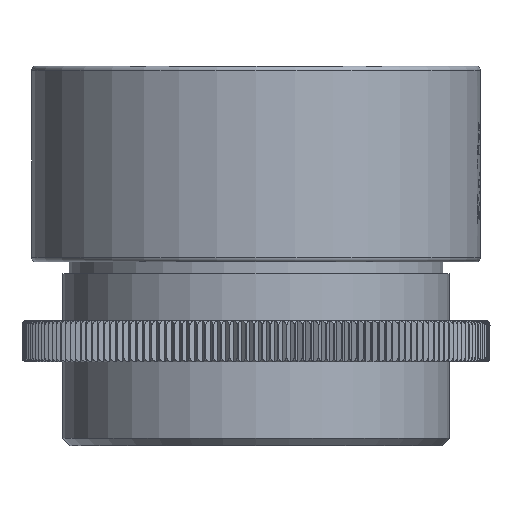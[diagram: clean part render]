
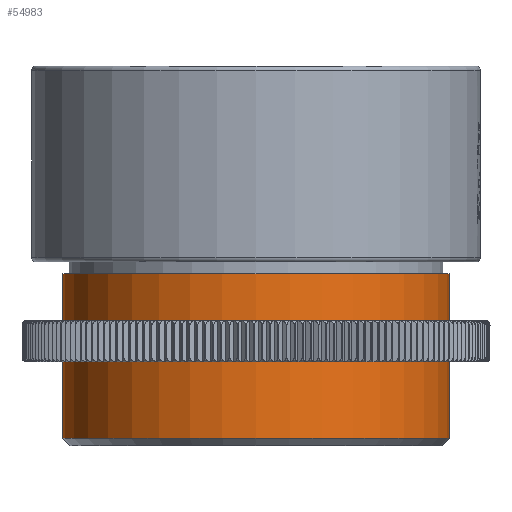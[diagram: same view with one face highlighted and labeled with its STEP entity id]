
A CAD part, front view. The second image highlights one B-rep face of the part: STEP entity #54983.
In plain terms, the highlighted cylindrical face has radius 13.145 mm (diameter 26.29 mm), a partial arc.
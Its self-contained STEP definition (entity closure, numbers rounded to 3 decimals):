
#171 = ORIENTED_EDGE ( 'NONE', *, *, #30837, .T. ) ;
#1947 = CARTESIAN_POINT ( 'NONE',  ( -18.333, 3.085, -12.4 ) ) ;
#2958 = LINE ( 'NONE', #8036, #34783 ) ;
#3871 = DIRECTION ( 'NONE',  ( 0., 0., -1. ) ) ;
#5153 = DIRECTION ( 'NONE',  ( 0., 0., 1. ) ) ;
#5621 = EDGE_CURVE ( 'NONE', #25685, #32014, #53885, .T. ) ;
#6071 = CARTESIAN_POINT ( 'NONE',  ( -18.333, 3.085, -1.2 ) ) ;
#6287 = AXIS2_PLACEMENT_3D ( 'NONE', #51279, #3871, #47313 ) ;
#8036 = CARTESIAN_POINT ( 'NONE',  ( 7.957, 3.085, -12.9 ) ) ;
#9133 = CARTESIAN_POINT ( 'NONE',  ( -5.188, 3.085, -12.4 ) ) ;
#15241 = CARTESIAN_POINT ( 'NONE',  ( -18.333, 3.085, -12.9 ) ) ;
#17732 = VERTEX_POINT ( 'NONE', #33156 ) ;
#18535 = AXIS2_PLACEMENT_3D ( 'NONE', #38892, #47904, #26202 ) ;
#19813 = AXIS2_PLACEMENT_3D ( 'NONE', #9133, #5153, #47471 ) ;
#25472 = CARTESIAN_POINT ( 'NONE',  ( 7.957, 3.085, -1.2 ) ) ;
#25685 = VERTEX_POINT ( 'NONE', #6071 ) ;
#26202 = DIRECTION ( 'NONE',  ( -1., 0., 0. ) ) ;
#28065 = ORIENTED_EDGE ( 'NONE', *, *, #32373, .F. ) ;
#29751 = DIRECTION ( 'NONE',  ( 0., 0., -1. ) ) ;
#30064 = VERTEX_POINT ( 'NONE', #25472 ) ;
#30837 = EDGE_CURVE ( 'NONE', #30064, #25685, #46401, .T. ) ;
#32014 = VERTEX_POINT ( 'NONE', #1947 ) ;
#32373 = EDGE_CURVE ( 'NONE', #30064, #17732, #2958, .T. ) ;
#32698 = DIRECTION ( 'NONE',  ( 0., 0., -1. ) ) ;
#33156 = CARTESIAN_POINT ( 'NONE',  ( 7.957, 3.085, -12.4 ) ) ;
#34125 = ORIENTED_EDGE ( 'NONE', *, *, #55570, .T. ) ;
#34783 = VECTOR ( 'NONE', #29751, 1000. ) ;
#38892 = CARTESIAN_POINT ( 'NONE',  ( -5.188, 3.085, -1.2 ) ) ;
#43076 = FACE_OUTER_BOUND ( 'NONE', #43371, .T. ) ;
#43371 = EDGE_LOOP ( 'NONE', ( #28065, #171, #52346, #34125 ) ) ;
#44112 = CIRCLE ( 'NONE', #19813, 13.145 ) ;
#46401 = CIRCLE ( 'NONE', #18535, 13.145 ) ;
#47313 = DIRECTION ( 'NONE',  ( -1., 0., 0. ) ) ;
#47471 = DIRECTION ( 'NONE',  ( -1., 0., 0. ) ) ;
#47602 = CYLINDRICAL_SURFACE ( 'NONE', #6287, 13.145 ) ;
#47904 = DIRECTION ( 'NONE',  ( 0., 0., -1. ) ) ;
#50493 = VECTOR ( 'NONE', #32698, 1000. ) ;
#51279 = CARTESIAN_POINT ( 'NONE',  ( -5.188, 3.085, -12.9 ) ) ;
#52346 = ORIENTED_EDGE ( 'NONE', *, *, #5621, .T. ) ;
#53885 = LINE ( 'NONE', #15241, #50493 ) ;
#54983 = ADVANCED_FACE ( 'NONE', ( #43076 ), #47602, .T. ) ;
#55570 = EDGE_CURVE ( 'NONE', #32014, #17732, #44112, .T. ) ;
